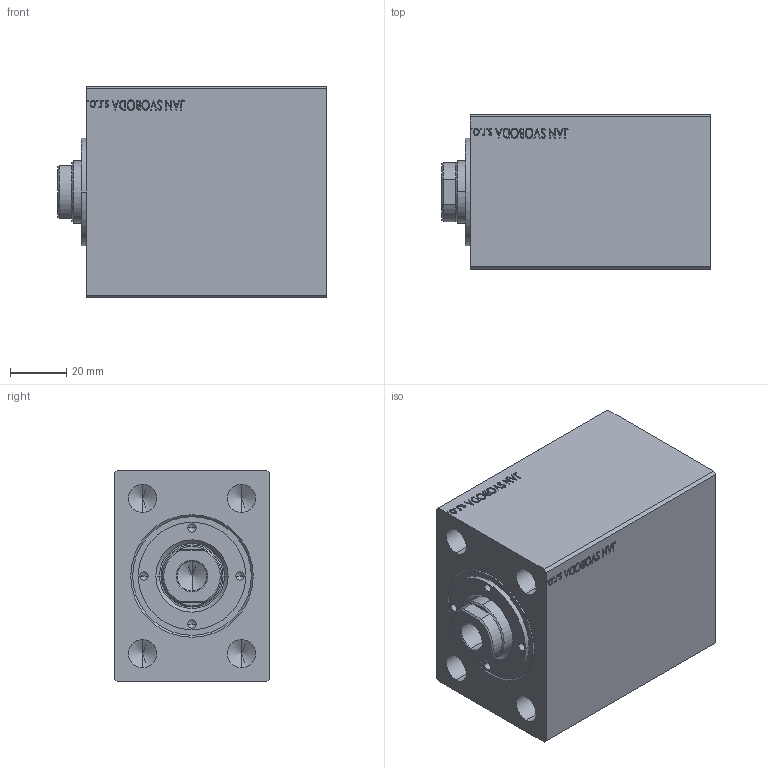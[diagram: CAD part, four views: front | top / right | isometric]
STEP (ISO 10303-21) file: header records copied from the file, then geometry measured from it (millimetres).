
FILE_DESCRIPTION (( 'STEP AP203' ), '1' );
FILE_NAME ('acf5.STEP', '2022-04-07T15:07:59', ( '' ), ( '' ), 'SwSTEP 2.0', 'SolidWorks 2019', '' );
FILE_SCHEMA (( 'CONFIG_CONTROL_DESIGN' ));
Length unit declared in the file: millimetre
Products named in the file (4): V500CZ 12cd11fcaad6108c93bcc541f09e4a4b; V500CZ_VNIT豊蚠攘ST 12cd11fcaad6108c93bcc541f09e4a4b; acf5; V500CZ_B_VC 12cd11fcaad6108c93bcc541f09e4a4b
Assembly tree (3 placements, depth 2):
  acf5
    V500CZ 12cd11fcaad6108c93bcc541f09e4a4b
    V500CZ_VNIT豊蚠攘ST 12cd11fcaad6108c93bcc541f09e4a4b
    V500CZ_B_VC 12cd11fcaad6108c93bcc541f09e4a4b
Bounding box: 95 x 55 x 75 mm (x, y, z)
Volume: 341694.2 mm3; surface area: 70985.6 mm2
Topology: 3 solids, 3 shells, 873 faces, 2244 edges, 1468 vertices
Faces by surface type: plane 399, bspline 380, cylinder 58, cone 36
Entity records: 44142 total; most frequent: CARTESIAN_POINT 25135, ORIENTED_EDGE 4436, DIRECTION 2574, EDGE_CURVE 2218, VERTEX_POINT 1468, LINE 1324, VECTOR 1324, EDGE_LOOP 996
